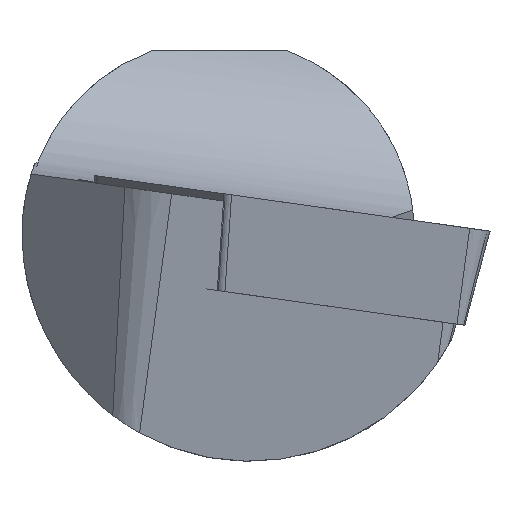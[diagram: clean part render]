
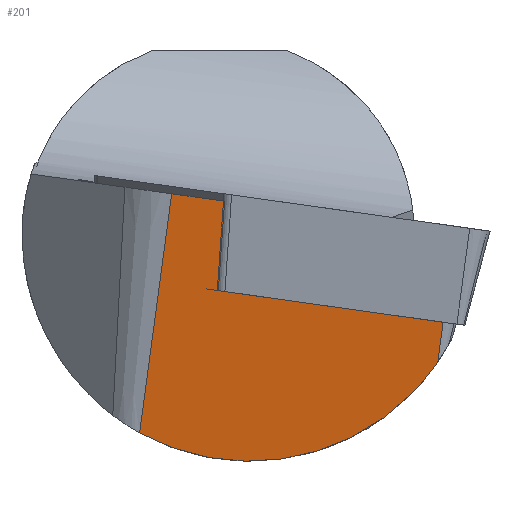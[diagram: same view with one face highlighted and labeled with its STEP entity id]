
A CAD part, left-side view. The second image highlights one B-rep face of the part: STEP entity #201.
In plain terms, the highlighted planar face has unit normal (-0.991, 0.068, -0.114).
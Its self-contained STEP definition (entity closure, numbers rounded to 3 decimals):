
#155=ELLIPSE('',#702,9.433,9.35);
#201=ADVANCED_FACE('',(#248),#221,.F.);
#221=PLANE('',#703);
#248=FACE_OUTER_BOUND('',#280,.T.);
#280=EDGE_LOOP('',(#405,#406,#407,#408,#409,#410));
#405=ORIENTED_EDGE('',*,*,#566,.T.);
#406=ORIENTED_EDGE('',*,*,#567,.T.);
#407=ORIENTED_EDGE('',*,*,#540,.F.);
#408=ORIENTED_EDGE('',*,*,#565,.F.);
#409=ORIENTED_EDGE('',*,*,#568,.T.);
#410=ORIENTED_EDGE('',*,*,#552,.T.);
#477=VERTEX_POINT('',#1001);
#478=VERTEX_POINT('',#1002);
#486=VERTEX_POINT('',#1029);
#487=VERTEX_POINT('',#1031);
#492=VERTEX_POINT('',#1095);
#493=VERTEX_POINT('',#1099);
#540=EDGE_CURVE('',#477,#478,#594,.T.);
#552=EDGE_CURVE('',#487,#486,#600,.T.);
#565=EDGE_CURVE('',#492,#477,#606,.T.);
#566=EDGE_CURVE('',#486,#493,#607,.T.);
#567=EDGE_CURVE('',#493,#478,#608,.T.);
#568=EDGE_CURVE('',#492,#487,#155,.T.);
#594=LINE('',#1000,#634);
#600=LINE('',#1030,#640);
#606=LINE('',#1096,#646);
#607=LINE('',#1098,#647);
#608=LINE('',#1100,#648);
#634=VECTOR('',#797,1.);
#640=VECTOR('',#815,1.);
#646=VECTOR('',#839,1.);
#647=VECTOR('',#842,1.);
#648=VECTOR('',#843,1.);
#702=AXIS2_PLACEMENT_3D('',#1101,#844,#845);
#703=AXIS2_PLACEMENT_3D('',#1102,#846,#847);
#797=DIRECTION('',(-0.052,-0.989,-0.139));
#815=DIRECTION('',(-0.122,-0.132,0.984));
#839=DIRECTION('',(-0.122,-0.132,0.984));
#842=DIRECTION('',(0.052,0.989,0.139));
#843=DIRECTION('',(-0.118,-0.069,0.991));
#844=DIRECTION('',(-0.991,0.068,-0.114));
#845=DIRECTION('',(-0.132,-0.509,0.851));
#846=DIRECTION('',(0.991,-0.068,0.114));
#847=DIRECTION('',(0.114,0.,-0.994));
#1000=CARTESIAN_POINT('',(1.263,9.733,2.723));
#1001=CARTESIAN_POINT('',(0.856,1.954,1.63));
#1002=CARTESIAN_POINT('',(0.742,-0.216,1.325));
#1029=CARTESIAN_POINT('',(0.696,-9.188,-3.642));
#1030=CARTESIAN_POINT('',(0.209,-9.715,0.293));
#1031=CARTESIAN_POINT('',(0.898,-8.969,-5.277));
#1095=CARTESIAN_POINT('',(2.07,3.27,-8.185));
#1096=CARTESIAN_POINT('',(0.819,1.914,1.927));
#1098=CARTESIAN_POINT('',(1.306,2.442,-2.007));
#1099=CARTESIAN_POINT('',(1.18,0.04,-2.345));
#1100=CARTESIAN_POINT('',(0.69,-0.246,1.762));
#1101=CARTESIAN_POINT('',(0.823,-1.25,0.));
#1102=CARTESIAN_POINT('',(0.819,1.914,1.927));
